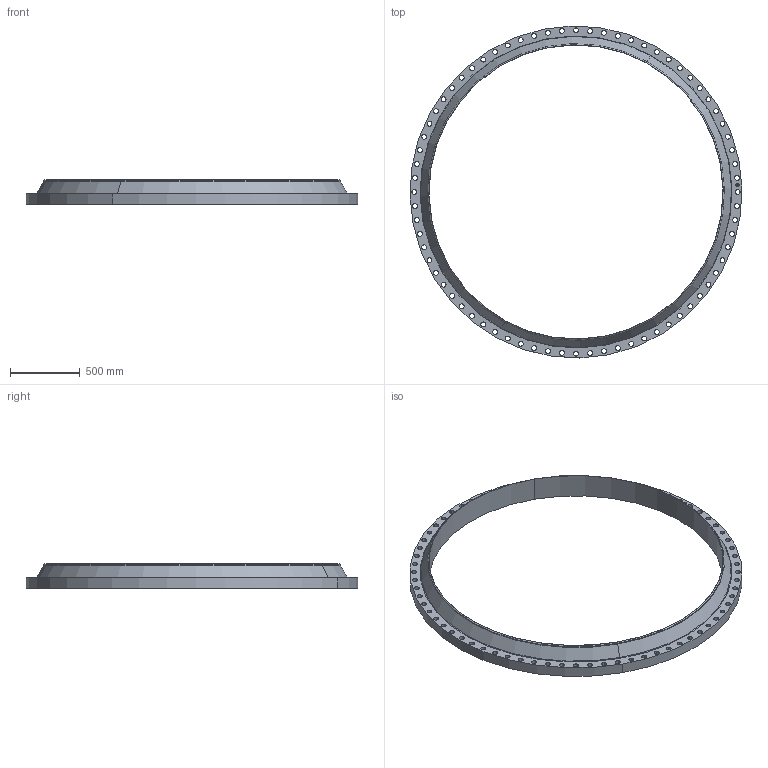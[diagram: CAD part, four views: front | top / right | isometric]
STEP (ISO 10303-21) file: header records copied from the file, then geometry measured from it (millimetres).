
FILE_DESCRIPTION(('3D STEP'),'2;1');
FILE_NAME('84-175-FF-WN-XH-BCIS-FLANGE.stp','2013-09-15T07:13:49+00:00',('Texas Flange'),(''),'CATIA Version 5 Release 20 SP 6 (IN-10)','CATIA V5 STEP AP214','800-826-3801');
FILE_SCHEMA(('AUTOMOTIVE_DESIGN { 1 0 10303 214 1 1 1 1 }'));
Length unit declared in the file: inch
Products named in the file (1): 84-175-FF-WN-XH-BCIS-FLANGE
Bounding box: 2386.94 x 2386.94 x 177.8 mm (x, y, z)
Volume: 90069599.3 mm3; surface area: 4555822.6 mm2
Topology: 1 solids, 1 shells, 544 faces, 1566 edges, 1042 vertices
Faces by surface type: plane 368, cylinder 170, cone 4, torus 2
Entity records: 19831 total; most frequent: ORIENTED_EDGE 3132, CARTESIAN_POINT 3041, DIRECTION 2430, EDGE_CURVE 1566, VECTOR 1218, LINE 1218, VERTEX_POINT 1042, AXIS2_PLACEMENT_3D 781
